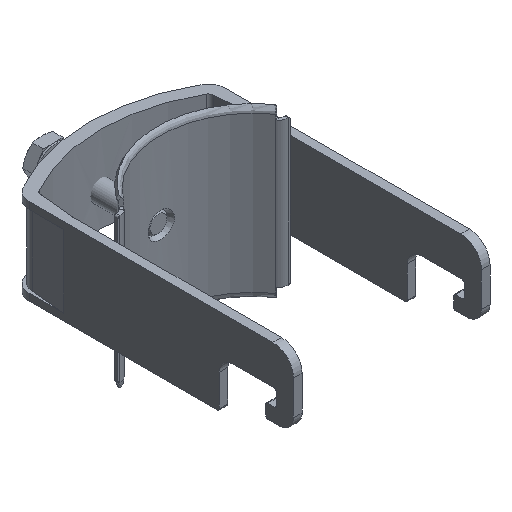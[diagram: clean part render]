
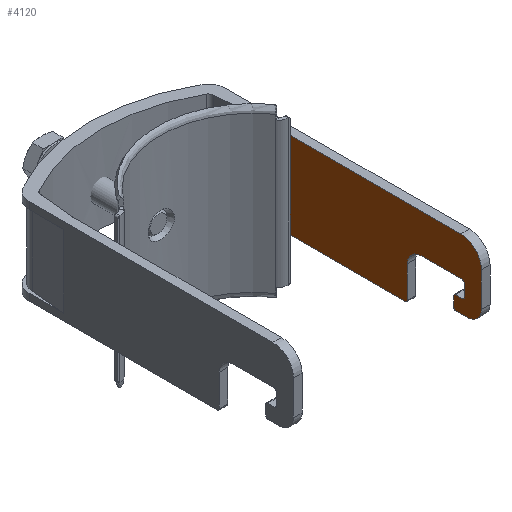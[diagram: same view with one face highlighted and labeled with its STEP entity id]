
A CAD part, isometric view. The second image highlights one B-rep face of the part: STEP entity #4120.
In plain terms, the highlighted planar face has unit normal (-1, 0, 0).
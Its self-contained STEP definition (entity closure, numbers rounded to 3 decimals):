
#9 = CARTESIAN_POINT ( 'NONE',  ( 26., 21.421, -12.5 ) ) ;
#13 = CARTESIAN_POINT ( 'NONE',  ( 26., 82., -12.5 ) ) ;
#17 = CARTESIAN_POINT ( 'NONE',  ( 26., 88., 3.5 ) ) ;
#20 = CARTESIAN_POINT ( 'NONE',  ( 26., 88., -6.5 ) ) ;
#430 = CARTESIAN_POINT ( 'NONE',  ( 26., 88., 7.5 ) ) ;
#431 = DIRECTION ( 'NONE',  ( 0., 1., 0. ) ) ;
#435 = DIRECTION ( 'NONE',  ( 0., 0., 1. ) ) ;
#439 = CARTESIAN_POINT ( 'NONE',  ( 26., 80., 12.5 ) ) ;
#440 = CARTESIAN_POINT ( 'NONE',  ( 26., 88., 3.5 ) ) ;
#441 = DIRECTION ( 'NONE',  ( 0., -1., 0. ) ) ;
#442 = CARTESIAN_POINT ( 'NONE',  ( 26., 80.5, 7. ) ) ;
#443 = DIRECTION ( 'NONE',  ( 1., 0., 0. ) ) ;
#444 = DIRECTION ( 'NONE',  ( 0., -1., 0. ) ) ;
#445 = CARTESIAN_POINT ( 'NONE',  ( 26., 83., 12.5 ) ) ;
#446 = DIRECTION ( 'NONE',  ( 0., 0., -1. ) ) ;
#447 = CARTESIAN_POINT ( 'NONE',  ( 26., 80.5, 4. ) ) ;
#448 = DIRECTION ( 'NONE',  ( 1., 0., 0. ) ) ;
#449 = DIRECTION ( 'NONE',  ( 0., -1., 0. ) ) ;
#450 = CARTESIAN_POINT ( 'NONE',  ( 26., 88., -1.25 ) ) ;
#451 = DIRECTION ( 'NONE',  ( 0., -1., 0. ) ) ;
#452 = CARTESIAN_POINT ( 'NONE',  ( 26., 82.6, 3.1 ) ) ;
#453 = DIRECTION ( 'NONE',  ( 1., 0., 0. ) ) ;
#454 = DIRECTION ( 'NONE',  ( 0., -1., 0. ) ) ;
#455 = CARTESIAN_POINT ( 'NONE',  ( 26., 66.5, 12.5 ) ) ;
#456 = DIRECTION ( 'NONE',  ( 0., 0., 1. ) ) ;
#457 = CARTESIAN_POINT ( 'NONE',  ( 26., 82.4, -0.65 ) ) ;
#458 = DIRECTION ( 'NONE',  ( 1., 0., 0. ) ) ;
#459 = DIRECTION ( 'NONE',  ( 0., -1., 0. ) ) ;
#460 = CARTESIAN_POINT ( 'NONE',  ( 26., 21.421, -10.5 ) ) ;
#461 = DIRECTION ( 'NONE',  ( 0., 0., 1. ) ) ;
#462 = CARTESIAN_POINT ( 'NONE',  ( 26., 70.497, 2.747 ) ) ;
#463 = DIRECTION ( 'NONE',  ( 1., 0., 0. ) ) ;
#464 = DIRECTION ( 'NONE',  ( 0., -1., 0. ) ) ;
#465 = CARTESIAN_POINT ( 'NONE',  ( 26., 66., 12. ) ) ;
#466 = DIRECTION ( 'NONE',  ( 1., 0., 0. ) ) ;
#467 = DIRECTION ( 'NONE',  ( 0., -1., 0. ) ) ;
#470 = CARTESIAN_POINT ( 'NONE',  ( 26., 82., -6.5 ) ) ;
#471 = DIRECTION ( 'NONE',  ( 1., 0., 0. ) ) ;
#472 = DIRECTION ( 'NONE',  ( 0., -1., 0. ) ) ;
#475 = CARTESIAN_POINT ( 'NONE',  ( 26., 84., 3.5 ) ) ;
#476 = DIRECTION ( 'NONE',  ( 1., 0., 0. ) ) ;
#477 = DIRECTION ( 'NONE',  ( 0., -1., 0. ) ) ;
#666 = AXIS2_PLACEMENT_3D ( 'NONE', #442, #443, #444 ) ;
#667 = AXIS2_PLACEMENT_3D ( 'NONE', #447, #448, #449 ) ;
#668 = AXIS2_PLACEMENT_3D ( 'NONE', #452, #453, #454 ) ;
#669 = AXIS2_PLACEMENT_3D ( 'NONE', #457, #458, #459 ) ;
#670 = AXIS2_PLACEMENT_3D ( 'NONE', #462, #463, #464 ) ;
#671 = AXIS2_PLACEMENT_3D ( 'NONE', #465, #466, #467 ) ;
#672 = AXIS2_PLACEMENT_3D ( 'NONE', #470, #471, #472 ) ;
#673 = AXIS2_PLACEMENT_3D ( 'NONE', #475, #476, #477 ) ;
#782 = AXIS2_PLACEMENT_3D ( 'NONE', #986, #995, #996 ) ;
#820 = CARTESIAN_POINT ( 'NONE',  ( 26., 66.5, 12. ) ) ;
#986 = CARTESIAN_POINT ( 'NONE',  ( 26., 88., 12.5 ) ) ;
#993 = PLANE ( 'NONE',  #782 ) ;
#995 = DIRECTION ( 'NONE',  ( -1., 0., 0. ) ) ;
#996 = DIRECTION ( 'NONE',  ( 0., -1., 0. ) ) ;
#1542 = CARTESIAN_POINT ( 'NONE',  ( 26., 70.497, -1.25 ) ) ;
#1547 = CARTESIAN_POINT ( 'NONE',  ( 26., 83., -0.65 ) ) ;
#1549 = CARTESIAN_POINT ( 'NONE',  ( 26., 82.6, 3.5 ) ) ;
#1551 = CARTESIAN_POINT ( 'NONE',  ( 26., 80.5, 7.5 ) ) ;
#1552 = CARTESIAN_POINT ( 'NONE',  ( 26., 80., 7. ) ) ;
#1554 = CARTESIAN_POINT ( 'NONE',  ( 26., 80.5, 3.5 ) ) ;
#1555 = CARTESIAN_POINT ( 'NONE',  ( 26., 66.5, 2.747 ) ) ;
#1559 = CARTESIAN_POINT ( 'NONE',  ( 26., 83., 3.1 ) ) ;
#1560 = CARTESIAN_POINT ( 'NONE',  ( 26., 82.4, -1.25 ) ) ;
#1563 = CARTESIAN_POINT ( 'NONE',  ( 26., 84., 7.5 ) ) ;
#1565 = CARTESIAN_POINT ( 'NONE',  ( 26., 80., 4. ) ) ;
#1569 = CARTESIAN_POINT ( 'NONE',  ( 26., 66., 12.5 ) ) ;
#1571 = CARTESIAN_POINT ( 'NONE',  ( 26., 21.421, 12.5 ) ) ;
#1834 = EDGE_LOOP ( 'NONE', ( #2538, #2677, #2672, #2673, #2467, #2504, #2574, #2608, #2539, #2680, #2675, #2676, #2468, #2505, #2575, #2609, #2540, #2683 ) ) ;
#1938 = VERTEX_POINT ( 'NONE', #1542 ) ;
#1940 = VERTEX_POINT ( 'NONE', #1547 ) ;
#1942 = VERTEX_POINT ( 'NONE', #1551 ) ;
#1944 = VERTEX_POINT ( 'NONE', #1549 ) ;
#1945 = VERTEX_POINT ( 'NONE', #1554 ) ;
#1947 = VERTEX_POINT ( 'NONE', #1552 ) ;
#1950 = VERTEX_POINT ( 'NONE', #1555 ) ;
#1951 = VERTEX_POINT ( 'NONE', #1560 ) ;
#1952 = VERTEX_POINT ( 'NONE', #1559 ) ;
#1954 = VERTEX_POINT ( 'NONE', #1563 ) ;
#1958 = VERTEX_POINT ( 'NONE', #1565 ) ;
#1961 = VERTEX_POINT ( 'NONE', #1569 ) ;
#1965 = VERTEX_POINT ( 'NONE', #1571 ) ;
#1990 = VERTEX_POINT ( 'NONE', #820 ) ;
#2022 = VERTEX_POINT ( 'NONE', #9 ) ;
#2026 = VERTEX_POINT ( 'NONE', #13 ) ;
#2030 = VERTEX_POINT ( 'NONE', #17 ) ;
#2033 = VERTEX_POINT ( 'NONE', #20 ) ;
#2467 = ORIENTED_EDGE ( 'NONE', *, *, #2839, .T. ) ;
#2468 = ORIENTED_EDGE ( 'NONE', *, *, #2832, .T. ) ;
#2504 = ORIENTED_EDGE ( 'NONE', *, *, #2867, .T. ) ;
#2505 = ORIENTED_EDGE ( 'NONE', *, *, #2831, .T. ) ;
#2538 = ORIENTED_EDGE ( 'NONE', *, *, #2841, .F. ) ;
#2539 = ORIENTED_EDGE ( 'NONE', *, *, #2836, .T. ) ;
#2540 = ORIENTED_EDGE ( 'NONE', *, *, #2828, .F. ) ;
#2574 = ORIENTED_EDGE ( 'NONE', *, *, #2838, .F. ) ;
#2575 = ORIENTED_EDGE ( 'NONE', *, *, #2830, .F. ) ;
#2608 = ORIENTED_EDGE ( 'NONE', *, *, #2837, .F. ) ;
#2609 = ORIENTED_EDGE ( 'NONE', *, *, #2829, .T. ) ;
#2672 = ORIENTED_EDGE ( 'NONE', *, *, #2840, .F. ) ;
#2673 = ORIENTED_EDGE ( 'NONE', *, *, #2916, .F. ) ;
#2675 = ORIENTED_EDGE ( 'NONE', *, *, #2834, .T. ) ;
#2676 = ORIENTED_EDGE ( 'NONE', *, *, #2833, .F. ) ;
#2677 = ORIENTED_EDGE ( 'NONE', *, *, #2899, .T. ) ;
#2680 = ORIENTED_EDGE ( 'NONE', *, *, #2835, .F. ) ;
#2683 = ORIENTED_EDGE ( 'NONE', *, *, #2827, .T. ) ;
#2827 = EDGE_CURVE ( 'NONE', #1942, #1954, #3853, .T. ) ;
#2828 = EDGE_CURVE ( 'NONE', #1942, #1947, #3868, .T. ) ;
#2829 = EDGE_CURVE ( 'NONE', #1958, #1947, #3850, .T. ) ;
#2830 = EDGE_CURVE ( 'NONE', #1958, #1945, #3849, .T. ) ;
#2831 = EDGE_CURVE ( 'NONE', #1944, #1945, #3847, .T. ) ;
#2832 = EDGE_CURVE ( 'NONE', #1952, #1944, #3846, .T. ) ;
#2833 = EDGE_CURVE ( 'NONE', #1952, #1940, #3844, .T. ) ;
#2834 = EDGE_CURVE ( 'NONE', #1951, #1940, #3843, .T. ) ;
#2835 = EDGE_CURVE ( 'NONE', #1951, #1938, #3841, .T. ) ;
#2836 = EDGE_CURVE ( 'NONE', #1950, #1938, #3840, .T. ) ;
#2837 = EDGE_CURVE ( 'NONE', #1950, #1990, #3838, .T. ) ;
#2838 = EDGE_CURVE ( 'NONE', #1990, #1961, #3837, .T. ) ;
#2839 = EDGE_CURVE ( 'NONE', #2022, #1965, #3835, .T. ) ;
#2840 = EDGE_CURVE ( 'NONE', #2026, #2033, #3834, .T. ) ;
#2841 = EDGE_CURVE ( 'NONE', #2030, #1954, #3852, .T. ) ;
#2867 = EDGE_CURVE ( 'NONE', #1965, #1961, #3795, .T. ) ;
#2899 = EDGE_CURVE ( 'NONE', #2030, #2033, #3745, .T. ) ;
#2916 = EDGE_CURVE ( 'NONE', #2022, #2026, #3714, .T. ) ;
#3288 = CARTESIAN_POINT ( 'NONE',  ( 26., 88., 12.5 ) ) ;
#3289 = DIRECTION ( 'NONE',  ( 0., 1., 0. ) ) ;
#3365 = CARTESIAN_POINT ( 'NONE',  ( 26., 88., 12.5 ) ) ;
#3366 = DIRECTION ( 'NONE',  ( 0., 0., -1. ) ) ;
#3408 = CARTESIAN_POINT ( 'NONE',  ( 26., 88., -12.5 ) ) ;
#3409 = DIRECTION ( 'NONE',  ( 0., 1., 0. ) ) ;
#3711 = VECTOR ( 'NONE', #3409, 1000. ) ;
#3714 = LINE ( 'NONE', #3408, #3711 ) ;
#3742 = VECTOR ( 'NONE', #3366, 1000. ) ;
#3745 = LINE ( 'NONE', #3365, #3742 ) ;
#3792 = VECTOR ( 'NONE', #3289, 1000. ) ;
#3795 = LINE ( 'NONE', #3288, #3792 ) ;
#3833 = VECTOR ( 'NONE', #461, 1000. ) ;
#3834 = CIRCLE ( 'NONE', #672, 6. ) ;
#3835 = LINE ( 'NONE', #460, #3833 ) ;
#3836 = VECTOR ( 'NONE', #456, 1000. ) ;
#3837 = CIRCLE ( 'NONE', #671, 0.5 ) ;
#3838 = LINE ( 'NONE', #455, #3836 ) ;
#3839 = VECTOR ( 'NONE', #451, 1000. ) ;
#3840 = CIRCLE ( 'NONE', #670, 3.997 ) ;
#3841 = LINE ( 'NONE', #450, #3839 ) ;
#3842 = VECTOR ( 'NONE', #446, 1000. ) ;
#3843 = CIRCLE ( 'NONE', #669, 0.6 ) ;
#3844 = LINE ( 'NONE', #445, #3842 ) ;
#3845 = VECTOR ( 'NONE', #441, 1000. ) ;
#3846 = CIRCLE ( 'NONE', #668, 0.4 ) ;
#3847 = LINE ( 'NONE', #440, #3845 ) ;
#3848 = VECTOR ( 'NONE', #435, 1000. ) ;
#3849 = CIRCLE ( 'NONE', #667, 0.5 ) ;
#3850 = LINE ( 'NONE', #439, #3848 ) ;
#3851 = VECTOR ( 'NONE', #431, 1000. ) ;
#3852 = CIRCLE ( 'NONE', #673, 4. ) ;
#3853 = LINE ( 'NONE', #430, #3851 ) ;
#3868 = CIRCLE ( 'NONE', #666, 0.5 ) ;
#4120 = ADVANCED_FACE ( 'NONE', ( #4245 ), #993, .T. ) ;
#4245 = FACE_OUTER_BOUND ( 'NONE', #1834, .T. ) ;
